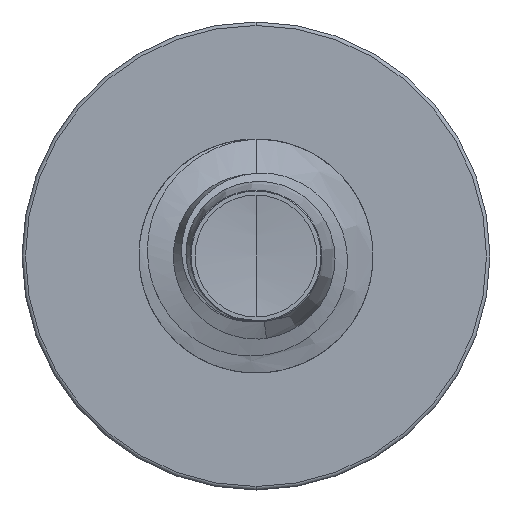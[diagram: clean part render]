
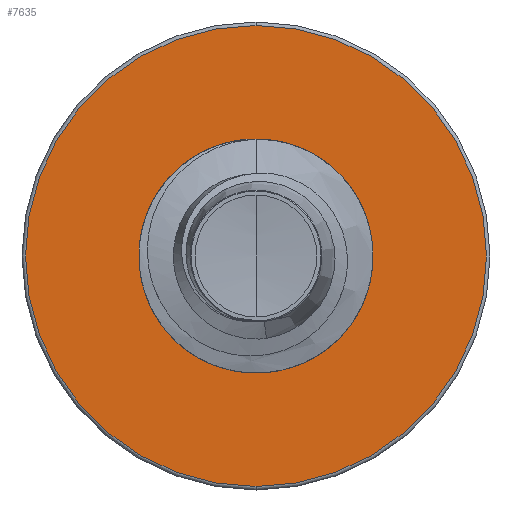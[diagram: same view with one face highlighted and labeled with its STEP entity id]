
A CAD part, front view. The second image highlights one B-rep face of the part: STEP entity #7635.
In plain terms, the highlighted planar face has unit normal (0, -1, 0).
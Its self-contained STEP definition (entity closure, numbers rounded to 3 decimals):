
#582 = VERTEX_POINT ( 'NONE', #10384 ) ;
#790 = AXIS2_PLACEMENT_3D ( 'NONE', #8322, #1169, #9520 ) ;
#1169 = DIRECTION ( 'NONE',  ( 0., 1., 0. ) ) ;
#1346 = ORIENTED_EDGE ( 'NONE', *, *, #1937, .T. ) ;
#1937 = EDGE_CURVE ( 'NONE', #4938, #2480, #6020, .T. ) ;
#1942 = CARTESIAN_POINT ( 'NONE',  ( 0., 8.5, 1.196 ) ) ;
#2053 = CIRCLE ( 'NONE', #790, 1.196 ) ;
#2070 = ORIENTED_EDGE ( 'NONE', *, *, #6837, .F. ) ;
#2450 = CIRCLE ( 'NONE', #3600, 2.463 ) ;
#2480 = VERTEX_POINT ( 'NONE', #11332 ) ;
#2863 = DIRECTION ( 'NONE',  ( 0., 1., 0. ) ) ;
#3023 = CARTESIAN_POINT ( 'NONE',  ( 0., 8.5, -2.462 ) ) ;
#3600 = AXIS2_PLACEMENT_3D ( 'NONE', #8483, #14348, #14818 ) ;
#4144 = CARTESIAN_POINT ( 'NONE',  ( 0., 8.5, 0. ) ) ;
#4888 = FACE_BOUND ( 'NONE', #5443, .T. ) ;
#4909 = AXIS2_PLACEMENT_3D ( 'NONE', #15122, #6679, #10347 ) ;
#4938 = VERTEX_POINT ( 'NONE', #1942 ) ;
#5443 = EDGE_LOOP ( 'NONE', ( #1346, #5528 ) ) ;
#5528 = ORIENTED_EDGE ( 'NONE', *, *, #11971, .T. ) ;
#6020 = CIRCLE ( 'NONE', #11589, 1.196 ) ;
#6679 = DIRECTION ( 'NONE',  ( 0., 1., 0. ) ) ;
#6837 = EDGE_CURVE ( 'NONE', #15008, #582, #2450, .T. ) ;
#6942 = ORIENTED_EDGE ( 'NONE', *, *, #6956, .F. ) ;
#6956 = EDGE_CURVE ( 'NONE', #582, #15008, #12381, .T. ) ;
#7635 = ADVANCED_FACE ( 'NONE', ( #11230, #4888 ), #9123, .F. ) ;
#8322 = CARTESIAN_POINT ( 'NONE',  ( 0., 8.5, 0. ) ) ;
#8483 = CARTESIAN_POINT ( 'NONE',  ( 0., 8.5, 0. ) ) ;
#9123 = PLANE ( 'NONE',  #4909 ) ;
#9520 = DIRECTION ( 'NONE',  ( 0., 0., 1. ) ) ;
#10039 = CARTESIAN_POINT ( 'NONE',  ( 0., 8.5, 0. ) ) ;
#10347 = DIRECTION ( 'NONE',  ( 0., 0., 1. ) ) ;
#10384 = CARTESIAN_POINT ( 'NONE',  ( 0., 8.5, 2.463 ) ) ;
#10469 = DIRECTION ( 'NONE',  ( 0., 1., 0. ) ) ;
#11230 = FACE_OUTER_BOUND ( 'NONE', #13992, .T. ) ;
#11235 = DIRECTION ( 'NONE',  ( 0., 0., 1. ) ) ;
#11332 = CARTESIAN_POINT ( 'NONE',  ( 0., 8.5, -1.196 ) ) ;
#11589 = AXIS2_PLACEMENT_3D ( 'NONE', #4144, #10469, #15407 ) ;
#11612 = AXIS2_PLACEMENT_3D ( 'NONE', #10039, #2863, #11235 ) ;
#11971 = EDGE_CURVE ( 'NONE', #2480, #4938, #2053, .T. ) ;
#12381 = CIRCLE ( 'NONE', #11612, 2.463 ) ;
#13992 = EDGE_LOOP ( 'NONE', ( #6942, #2070 ) ) ;
#14348 = DIRECTION ( 'NONE',  ( 0., 1., 0. ) ) ;
#14818 = DIRECTION ( 'NONE',  ( 0., 0., 1. ) ) ;
#15008 = VERTEX_POINT ( 'NONE', #3023 ) ;
#15122 = CARTESIAN_POINT ( 'NONE',  ( 0., 8.5, -1.196 ) ) ;
#15407 = DIRECTION ( 'NONE',  ( 0., 0., 1. ) ) ;
